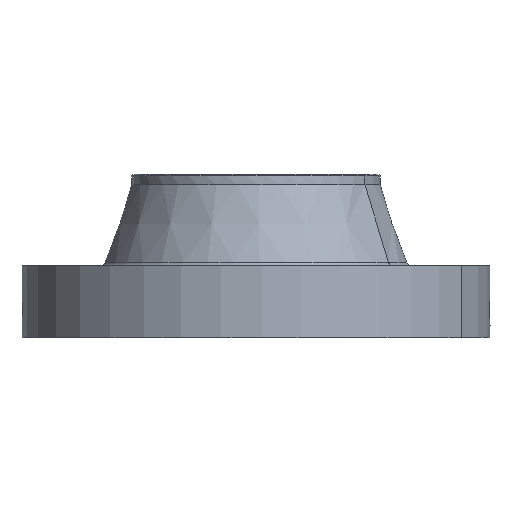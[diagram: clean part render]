
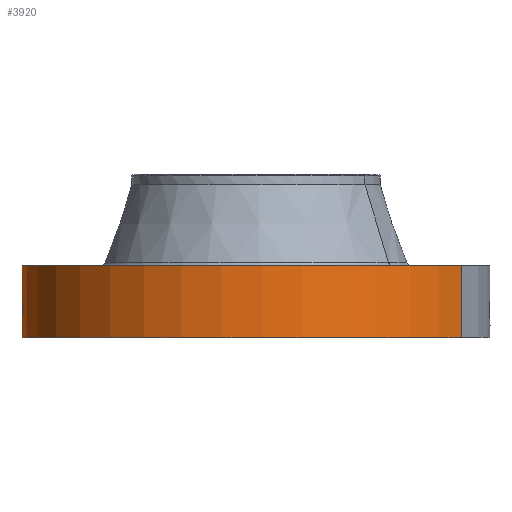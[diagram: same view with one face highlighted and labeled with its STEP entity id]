
A CAD part, left-side view. The second image highlights one B-rep face of the part: STEP entity #3920.
In plain terms, the highlighted cylindrical face has radius 158.75 mm (diameter 317.5 mm), a partial arc.
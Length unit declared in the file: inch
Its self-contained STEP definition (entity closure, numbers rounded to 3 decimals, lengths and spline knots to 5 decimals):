
#2927=AXIS2_PLACEMENT_3D('Circle Axis2P3D',#2925,#2926,$) ;
#3807=AXIS2_PLACEMENT_3D('Cylinder Axis2P3D',#3804,#3805,#3806) ;
#3811=AXIS2_PLACEMENT_3D('Circle Axis2P3D',#3809,#3810,$) ;
#2920=CARTESIAN_POINT('Vertex',(2.99641,5.48489,1.932)) ;
#2922=CARTESIAN_POINT('Vertex',(-2.99641,-5.48489,1.932)) ;
#2925=CARTESIAN_POINT('Axis2P3D Location',(0.,0.,1.932)) ;
#3804=CARTESIAN_POINT('Axis2P3D Location',(0.,0.,2.186)) ;
#3809=CARTESIAN_POINT('Axis2P3D Location',(0.,0.,0.)) ;
#3813=CARTESIAN_POINT('Vertex',(-2.99641,-5.48489,0.)) ;
#3815=CARTESIAN_POINT('Vertex',(2.99641,5.48489,0.)) ;
#3818=CARTESIAN_POINT('Line Origine',(-2.99641,-5.48489,0.966)) ;
#3823=CARTESIAN_POINT('Line Origine',(2.99641,5.48489,0.966)) ;
#3835=CARTESIAN_POINT('Control Point',(-0.06146,6.2497,1.09873)) ;
#3836=CARTESIAN_POINT('Control Point',(-0.04142,6.24989,1.10227)) ;
#3837=CARTESIAN_POINT('Control Point',(-0.02107,6.25,1.10408)) ;
#3838=CARTESIAN_POINT('Control Point',(-0.00072,6.25,1.10412)) ;
#3839=CARTESIAN_POINT('Vertex',(-0.06145,6.2497,1.09874)) ;
#3841=CARTESIAN_POINT('Vertex',(-0.00072,6.25,1.10412)) ;
#3845=CARTESIAN_POINT('Control Point',(-0.06145,6.2497,1.09874)) ;
#3846=CARTESIAN_POINT('Control Point',(-0.0996,6.24932,1.09347)) ;
#3847=CARTESIAN_POINT('Control Point',(-0.1369,6.24859,1.0813)) ;
#3848=CARTESIAN_POINT('Control Point',(-0.17107,6.24766,1.06317)) ;
#3849=CARTESIAN_POINT('Vertex',(-0.17107,6.24766,1.06317)) ;
#3853=CARTESIAN_POINT('Control Point',(-0.02962,6.24993,0.34109)) ;
#3854=CARTESIAN_POINT('Control Point',(-0.08507,6.24967,0.34817)) ;
#3855=CARTESIAN_POINT('Control Point',(-0.1389,6.2488,0.36572)) ;
#3856=CARTESIAN_POINT('Control Point',(-0.18831,6.2474,0.39315)) ;
#3857=CARTESIAN_POINT('Control Point',(-0.27645,6.24416,0.46546)) ;
#3858=CARTESIAN_POINT('Control Point',(-0.33331,6.24118,0.56232)) ;
#3859=CARTESIAN_POINT('Control Point',(-0.35308,6.24003,0.61611)) ;
#3860=CARTESIAN_POINT('Control Point',(-0.36915,6.23909,0.7046)) ;
#3861=CARTESIAN_POINT('Control Point',(-0.36095,6.23957,0.79253)) ;
#3862=CARTESIAN_POINT('Control Point',(-0.35458,6.23994,0.82463)) ;
#3863=CARTESIAN_POINT('Control Point',(-0.33041,6.24131,0.90289)) ;
#3864=CARTESIAN_POINT('Control Point',(-0.28646,6.24353,0.97242)) ;
#3865=CARTESIAN_POINT('Control Point',(-0.25327,6.24503,1.00959)) ;
#3866=CARTESIAN_POINT('Control Point',(-0.21421,6.24648,1.04028)) ;
#3867=CARTESIAN_POINT('Control Point',(-0.17107,6.24766,1.06317)) ;
#3868=CARTESIAN_POINT('Vertex',(-0.02962,6.24993,0.34109)) ;
#3872=CARTESIAN_POINT('Control Point',(-0.02962,6.24993,0.34109)) ;
#3873=CARTESIAN_POINT('Control Point',(-0.01974,6.24998,0.34086)) ;
#3874=CARTESIAN_POINT('Control Point',(-0.00986,6.25,0.34096)) ;
#3875=CARTESIAN_POINT('Control Point',(0.,6.25,0.34137)) ;
#3876=CARTESIAN_POINT('Vertex',(0.,6.25,0.34137)) ;
#3880=CARTESIAN_POINT('Control Point',(0.19391,6.24699,0.39506)) ;
#3881=CARTESIAN_POINT('Control Point',(0.1347,6.24883,0.36255)) ;
#3882=CARTESIAN_POINT('Control Point',(0.0678,6.25,0.34425)) ;
#3883=CARTESIAN_POINT('Control Point',(0.,6.25,0.34137)) ;
#3884=CARTESIAN_POINT('Vertex',(0.19391,6.24699,0.39506)) ;
#3888=CARTESIAN_POINT('Control Point',(0.19391,6.24699,0.39506)) ;
#3889=CARTESIAN_POINT('Control Point',(0.22336,6.24608,0.41124)) ;
#3890=CARTESIAN_POINT('Control Point',(0.25122,6.24504,0.43031)) ;
#3891=CARTESIAN_POINT('Control Point',(0.27708,6.24393,0.45213)) ;
#3892=CARTESIAN_POINT('Control Point',(0.34494,6.24068,0.52269)) ;
#3893=CARTESIAN_POINT('Control Point',(0.38913,6.23794,0.61169)) ;
#3894=CARTESIAN_POINT('Control Point',(0.40517,6.23683,0.67566)) ;
#3895=CARTESIAN_POINT('Control Point',(0.40732,6.23675,0.78956)) ;
#3896=CARTESIAN_POINT('Control Point',(0.36819,6.23918,0.89414)) ;
#3897=CARTESIAN_POINT('Control Point',(0.34434,6.2406,0.93551)) ;
#3898=CARTESIAN_POINT('Control Point',(0.27483,6.24427,1.02151)) ;
#3899=CARTESIAN_POINT('Control Point',(0.18052,6.24777,1.07763)) ;
#3900=CARTESIAN_POINT('Control Point',(0.12139,6.24927,1.09831)) ;
#3901=CARTESIAN_POINT('Control Point',(0.06023,6.25,1.10711)) ;
#3902=CARTESIAN_POINT('Control Point',(-0.00003,6.25,1.10415)) ;
#3903=CARTESIAN_POINT('Vertex',(-0.00003,6.25,1.10415)) ;
#3907=CARTESIAN_POINT('Control Point',(-0.00072,6.25,1.10412)) ;
#3908=CARTESIAN_POINT('Control Point',(-0.00037,6.25,1.10414)) ;
#3909=CARTESIAN_POINT('Control Point',(-0.00003,6.25,1.10415)) ;
#2926=DIRECTION('Axis2P3D Direction',(0.,0.,-0.039)) ;
#3805=DIRECTION('Axis2P3D Direction',(0.,0.,-0.039)) ;
#3806=DIRECTION('Axis2P3D XDirection',(0.019,0.035,0.)) ;
#3810=DIRECTION('Axis2P3D Direction',(0.,0.,-0.039)) ;
#3819=DIRECTION('Vector Direction',(0.,0.,-0.039)) ;
#3824=DIRECTION('Vector Direction',(0.,0.,-0.039)) ;
#3820=VECTOR('Line Direction',#3819,0.03937) ;
#3825=VECTOR('Line Direction',#3824,0.03937) ;
#3829=ORIENTED_EDGE('',*,*,#3817,.F.) ;
#3830=ORIENTED_EDGE('',*,*,#3822,.T.) ;
#3831=ORIENTED_EDGE('',*,*,#2929,.T.) ;
#3832=ORIENTED_EDGE('',*,*,#3827,.F.) ;
#3912=ORIENTED_EDGE('',*,*,#3843,.F.) ;
#3913=ORIENTED_EDGE('',*,*,#3851,.T.) ;
#3914=ORIENTED_EDGE('',*,*,#3870,.F.) ;
#3915=ORIENTED_EDGE('',*,*,#3878,.T.) ;
#3916=ORIENTED_EDGE('',*,*,#3886,.F.) ;
#3917=ORIENTED_EDGE('',*,*,#3905,.T.) ;
#3918=ORIENTED_EDGE('',*,*,#3910,.F.) ;
#3919=FACE_BOUND('',#3911,.T.) ;
#3920=ADVANCED_FACE('PartBody',(#3833,#3919),#3808,.T.) ;
#3834=B_SPLINE_CURVE_WITH_KNOTS('',3,(#3835,#3836,#3837,#3838),.UNSPECIFIED.,.F.,.U.,(4,4),(4.26351,6.52163),.UNSPECIFIED.) ;
#3844=B_SPLINE_CURVE_WITH_KNOTS('',3,(#3845,#3846,#3847,#3848),.UNSPECIFIED.,.F.,.U.,(4,4),(0.,4.32778),.UNSPECIFIED.) ;
#3852=B_SPLINE_CURVE_WITH_KNOTS('',5,(#3853,#3854,#3855,#3856,#3857,#3858,#3859,#3860,#3861,#3862,#3863,#3864,#3865,#3866,#3867),.UNSPECIFIED.,.F.,.U.,(6,3,3,3,6),(0.,9.71433,19.93762,25.96325,35.07043),.UNSPECIFIED.) ;
#3871=B_SPLINE_CURVE_WITH_KNOTS('',3,(#3872,#3873,#3874,#3875),.UNSPECIFIED.,.F.,.U.,(4,4),(0.,1.03063),.UNSPECIFIED.) ;
#3879=B_SPLINE_CURVE_WITH_KNOTS('',3,(#3880,#3881,#3882,#3883),.UNSPECIFIED.,.F.,.U.,(4,4),(0.,7.08529),.UNSPECIFIED.) ;
#3887=B_SPLINE_CURVE_WITH_KNOTS('',5,(#3888,#3889,#3890,#3891,#3892,#3893,#3894,#3895,#3896,#3897,#3898,#3899,#3900,#3901,#3902),.UNSPECIFIED.,.F.,.U.,(6,3,3,3,6),(0.,5.87429,17.01547,25.37621,36.63941),.UNSPECIFIED.) ;
#3906=B_SPLINE_CURVE_WITH_KNOTS('',2,(#3907,#3908,#3909),.UNSPECIFIED.,.F.,.U.,(3,3),(1.0716,1.09742),.UNSPECIFIED.) ;
#2928=CIRCLE('generated circle',#2927,6.25) ;
#3812=CIRCLE('generated circle',#3811,6.25) ;
#3808=CYLINDRICAL_SURFACE('generated cylinder',#3807,6.25) ;
#2929=EDGE_CURVE('',#2923,#2921,#2928,.T.) ;
#3817=EDGE_CURVE('',#3814,#3816,#3812,.T.) ;
#3822=EDGE_CURVE('',#3814,#2923,#3821,.F.) ;
#3827=EDGE_CURVE('',#3816,#2921,#3826,.F.) ;
#3843=EDGE_CURVE('',#3840,#3842,#3834,.T.) ;
#3851=EDGE_CURVE('',#3840,#3850,#3844,.T.) ;
#3870=EDGE_CURVE('',#3869,#3850,#3852,.T.) ;
#3878=EDGE_CURVE('',#3869,#3877,#3871,.T.) ;
#3886=EDGE_CURVE('',#3885,#3877,#3879,.T.) ;
#3905=EDGE_CURVE('',#3885,#3904,#3887,.T.) ;
#3910=EDGE_CURVE('',#3842,#3904,#3906,.T.) ;
#3828=EDGE_LOOP('',(#3829,#3830,#3831,#3832)) ;
#3911=EDGE_LOOP('',(#3912,#3913,#3914,#3915,#3916,#3917,#3918)) ;
#3833=FACE_OUTER_BOUND('',#3828,.T.) ;
#3821=LINE('Line',#3818,#3820) ;
#3826=LINE('Line',#3823,#3825) ;
#2921=VERTEX_POINT('',#2920) ;
#2923=VERTEX_POINT('',#2922) ;
#3814=VERTEX_POINT('',#3813) ;
#3816=VERTEX_POINT('',#3815) ;
#3840=VERTEX_POINT('',#3839) ;
#3842=VERTEX_POINT('',#3841) ;
#3850=VERTEX_POINT('',#3849) ;
#3869=VERTEX_POINT('',#3868) ;
#3877=VERTEX_POINT('',#3876) ;
#3885=VERTEX_POINT('',#3884) ;
#3904=VERTEX_POINT('',#3903) ;
